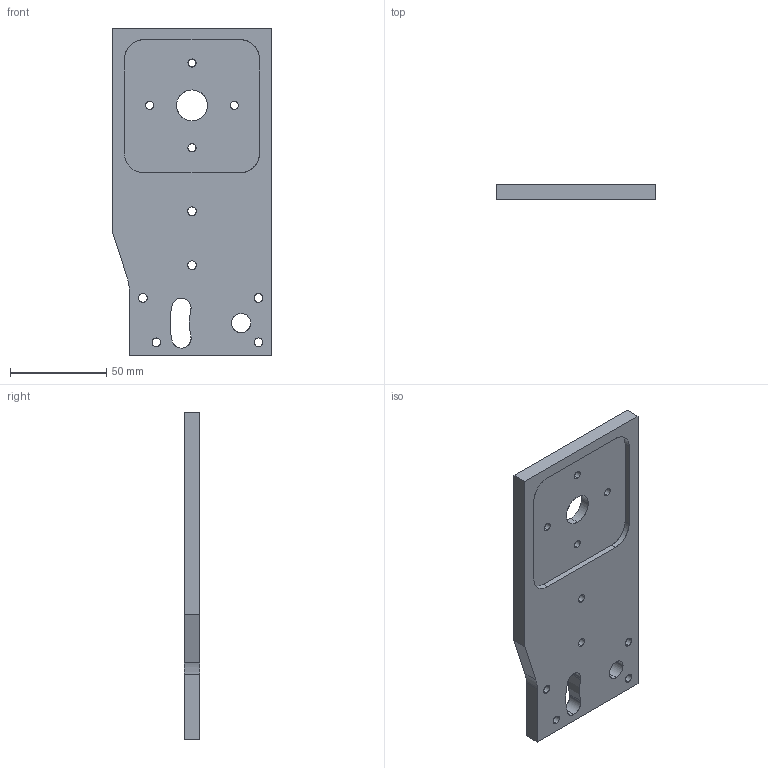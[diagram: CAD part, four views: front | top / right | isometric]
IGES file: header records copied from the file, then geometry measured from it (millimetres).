
Start section: IGES FILE DATA SOURCE = DDN PART ICEM PART NAME = PLAQUE-ALU-270416.IGS ICEM PART SHEET NUMBER = 1
Global section: file name: plaque-alu-270416.igs; native system: ICEM LTD. - ICEM IGES; preprocessor: 4.4.0.53; date: 20160427.155350; units: millimetre
Bounding box: 83 x 8 x 170 mm (x, y, z)
Surface area: 33015.5 mm2 (no closed solid volume)
Topology: 0 solids, 0 shells, 104 faces, 569 edges, 570 vertices
Faces by surface type: bspline 104
